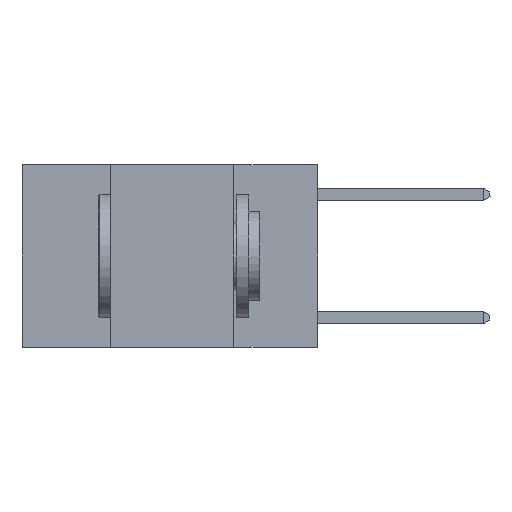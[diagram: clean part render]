
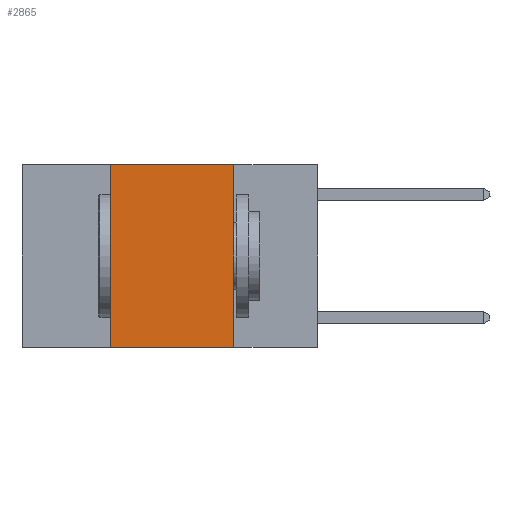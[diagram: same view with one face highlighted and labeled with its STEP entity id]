
A CAD part, left-side view. The second image highlights one B-rep face of the part: STEP entity #2865.
In plain terms, the highlighted planar face has unit normal (-1, 0, 0).
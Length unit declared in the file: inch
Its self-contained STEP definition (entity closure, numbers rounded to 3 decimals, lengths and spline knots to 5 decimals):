
#1695 = ORIENTED_EDGE ( 'NONE', *, *, #16784, .T. ) ;
#1777 = FACE_OUTER_BOUND ( 'NONE', #15817, .T. ) ;
#2588 = LINE ( 'NONE', #17599, #21440 ) ;
#2865 = ADVANCED_FACE ( 'NONE', ( #1777 ), #10948, .F. ) ;
#3851 = LINE ( 'NONE', #3886, #7979 ) ;
#3886 = CARTESIAN_POINT ( 'NONE',  ( 0., 0.42, 0. ) ) ;
#3963 = CARTESIAN_POINT ( 'NONE',  ( 0., 0.6, 0. ) ) ;
#4934 = DIRECTION ( 'NONE',  ( 0., 0., -1. ) ) ;
#5118 = EDGE_CURVE ( 'NONE', #5519, #8192, #3851, .T. ) ;
#5346 = ORIENTED_EDGE ( 'NONE', *, *, #21458, .F. ) ;
#5519 = VERTEX_POINT ( 'NONE', #18691 ) ;
#6100 = CARTESIAN_POINT ( 'NONE',  ( 0., 0.17, 0. ) ) ;
#6434 = CARTESIAN_POINT ( 'NONE',  ( 0., 0.6, 0. ) ) ;
#7127 = LINE ( 'NONE', #11915, #15745 ) ;
#7497 = DIRECTION ( 'NONE',  ( 0., 0., -1. ) ) ;
#7878 = VECTOR ( 'NONE', #16720, 39.37008 ) ;
#7979 = VECTOR ( 'NONE', #15998, 39.37008 ) ;
#8192 = VERTEX_POINT ( 'NONE', #9908 ) ;
#8983 = LINE ( 'NONE', #6434, #7878 ) ;
#9908 = CARTESIAN_POINT ( 'NONE',  ( 0., 0.42, 0. ) ) ;
#10140 = VERTEX_POINT ( 'NONE', #6100 ) ;
#10307 = AXIS2_PLACEMENT_3D ( 'NONE', #3963, #17799, #7497 ) ;
#10948 = PLANE ( 'NONE',  #10307 ) ;
#11915 = CARTESIAN_POINT ( 'NONE',  ( 0., 0.17, 0. ) ) ;
#13580 = CARTESIAN_POINT ( 'NONE',  ( 0., 0.17, -0.37 ) ) ;
#14594 = ORIENTED_EDGE ( 'NONE', *, *, #15663, .F. ) ;
#15663 = EDGE_CURVE ( 'NONE', #8192, #10140, #8983, .T. ) ;
#15737 = VERTEX_POINT ( 'NONE', #13580 ) ;
#15745 = VECTOR ( 'NONE', #4934, 39.37008 ) ;
#15817 = EDGE_LOOP ( 'NONE', ( #5346, #14594, #19615, #1695 ) ) ;
#15998 = DIRECTION ( 'NONE',  ( 0., 0., 1. ) ) ;
#16720 = DIRECTION ( 'NONE',  ( 0., -1., 0. ) ) ;
#16784 = EDGE_CURVE ( 'NONE', #5519, #15737, #2588, .T. ) ;
#17599 = CARTESIAN_POINT ( 'NONE',  ( 0., 0.6, -0.37 ) ) ;
#17799 = DIRECTION ( 'NONE',  ( 1., 0., 0. ) ) ;
#18691 = CARTESIAN_POINT ( 'NONE',  ( 0., 0.42, -0.37 ) ) ;
#19314 = DIRECTION ( 'NONE',  ( 0., -1., 0. ) ) ;
#19615 = ORIENTED_EDGE ( 'NONE', *, *, #5118, .F. ) ;
#21440 = VECTOR ( 'NONE', #19314, 39.37008 ) ;
#21458 = EDGE_CURVE ( 'NONE', #10140, #15737, #7127, .T. ) ;
